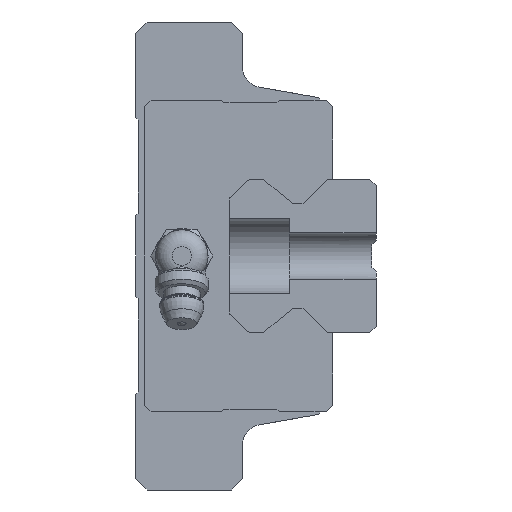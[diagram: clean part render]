
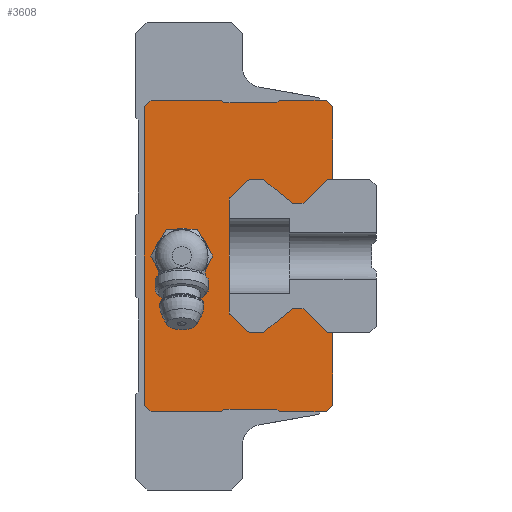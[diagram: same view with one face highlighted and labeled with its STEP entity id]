
A CAD part, left-side view. The second image highlights one B-rep face of the part: STEP entity #3608.
In plain terms, the highlighted planar face has unit normal (-1, 0, 0).
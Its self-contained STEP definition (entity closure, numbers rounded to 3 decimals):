
#762=ORIENTED_EDGE('',*,*,#1525,.F.);
#763=ORIENTED_EDGE('',*,*,#1556,.F.);
#764=ORIENTED_EDGE('',*,*,#1554,.F.);
#765=ORIENTED_EDGE('',*,*,#1552,.F.);
#766=ORIENTED_EDGE('',*,*,#1550,.F.);
#767=ORIENTED_EDGE('',*,*,#1548,.F.);
#768=ORIENTED_EDGE('',*,*,#1546,.F.);
#769=ORIENTED_EDGE('',*,*,#1544,.F.);
#770=ORIENTED_EDGE('',*,*,#1542,.F.);
#771=ORIENTED_EDGE('',*,*,#1540,.F.);
#772=ORIENTED_EDGE('',*,*,#1416,.F.);
#773=ORIENTED_EDGE('',*,*,#1413,.F.);
#774=ORIENTED_EDGE('',*,*,#1410,.F.);
#775=ORIENTED_EDGE('',*,*,#1407,.F.);
#776=ORIENTED_EDGE('',*,*,#1404,.F.);
#777=ORIENTED_EDGE('',*,*,#1401,.F.);
#778=ORIENTED_EDGE('',*,*,#1398,.F.);
#779=ORIENTED_EDGE('',*,*,#1395,.F.);
#780=ORIENTED_EDGE('',*,*,#1392,.F.);
#781=ORIENTED_EDGE('',*,*,#1389,.F.);
#782=ORIENTED_EDGE('',*,*,#1386,.F.);
#783=ORIENTED_EDGE('',*,*,#1383,.F.);
#784=ORIENTED_EDGE('',*,*,#1378,.F.);
#785=ORIENTED_EDGE('',*,*,#1539,.F.);
#786=ORIENTED_EDGE('',*,*,#1537,.F.);
#787=ORIENTED_EDGE('',*,*,#1535,.F.);
#788=ORIENTED_EDGE('',*,*,#1533,.F.);
#789=ORIENTED_EDGE('',*,*,#1531,.F.);
#790=ORIENTED_EDGE('',*,*,#1529,.F.);
#791=ORIENTED_EDGE('',*,*,#1527,.F.);
#792=ORIENTED_EDGE('',*,*,#1557,.T.);
#793=ORIENTED_EDGE('',*,*,#1558,.T.);
#794=ORIENTED_EDGE('',*,*,#1559,.T.);
#795=ORIENTED_EDGE('',*,*,#1560,.T.);
#796=ORIENTED_EDGE('',*,*,#1561,.T.);
#797=ORIENTED_EDGE('',*,*,#1562,.T.);
#1378=EDGE_CURVE('',#1862,#1863,#2201,.T.);
#1383=EDGE_CURVE('',#1863,#1867,#2206,.T.);
#1386=EDGE_CURVE('',#1867,#1869,#2209,.T.);
#1389=EDGE_CURVE('',#1869,#1871,#2212,.T.);
#1392=EDGE_CURVE('',#1871,#1873,#2215,.T.);
#1395=EDGE_CURVE('',#1873,#1875,#2218,.T.);
#1398=EDGE_CURVE('',#1875,#1877,#2221,.T.);
#1401=EDGE_CURVE('',#1877,#1879,#2224,.T.);
#1404=EDGE_CURVE('',#1879,#1881,#2227,.T.);
#1407=EDGE_CURVE('',#1881,#1883,#2230,.T.);
#1410=EDGE_CURVE('',#1883,#1885,#2233,.T.);
#1413=EDGE_CURVE('',#1885,#1887,#2236,.T.);
#1416=EDGE_CURVE('',#1887,#1889,#2239,.T.);
#1525=EDGE_CURVE('',#1955,#1956,#2343,.T.);
#1527=EDGE_CURVE('',#1956,#1957,#2345,.T.);
#1529=EDGE_CURVE('',#1957,#1958,#2347,.T.);
#1531=EDGE_CURVE('',#1958,#1959,#2349,.T.);
#1533=EDGE_CURVE('',#1959,#1960,#2351,.T.);
#1535=EDGE_CURVE('',#1960,#1961,#2353,.T.);
#1537=EDGE_CURVE('',#1961,#1962,#2355,.T.);
#1539=EDGE_CURVE('',#1962,#1862,#2357,.T.);
#1540=EDGE_CURVE('',#1889,#1963,#2358,.T.);
#1542=EDGE_CURVE('',#1963,#1964,#2360,.T.);
#1544=EDGE_CURVE('',#1964,#1965,#2362,.T.);
#1546=EDGE_CURVE('',#1965,#1966,#2364,.T.);
#1548=EDGE_CURVE('',#1966,#1967,#2366,.T.);
#1550=EDGE_CURVE('',#1967,#1968,#2368,.T.);
#1552=EDGE_CURVE('',#1968,#1969,#2370,.T.);
#1554=EDGE_CURVE('',#1969,#1970,#2372,.T.);
#1556=EDGE_CURVE('',#1970,#1955,#2374,.T.);
#1557=EDGE_CURVE('',#1971,#1972,#2375,.T.);
#1558=EDGE_CURVE('',#1972,#1973,#2376,.T.);
#1559=EDGE_CURVE('',#1973,#1974,#2377,.T.);
#1560=EDGE_CURVE('',#1974,#1975,#2378,.T.);
#1561=EDGE_CURVE('',#1975,#1976,#2379,.T.);
#1562=EDGE_CURVE('',#1976,#1971,#2380,.T.);
#1862=VERTEX_POINT('',#5372);
#1863=VERTEX_POINT('',#5374);
#1867=VERTEX_POINT('',#5384);
#1869=VERTEX_POINT('',#5390);
#1871=VERTEX_POINT('',#5396);
#1873=VERTEX_POINT('',#5402);
#1875=VERTEX_POINT('',#5408);
#1877=VERTEX_POINT('',#5414);
#1879=VERTEX_POINT('',#5420);
#1881=VERTEX_POINT('',#5426);
#1883=VERTEX_POINT('',#5432);
#1885=VERTEX_POINT('',#5438);
#1887=VERTEX_POINT('',#5444);
#1889=VERTEX_POINT('',#5450);
#1955=VERTEX_POINT('',#5664);
#1956=VERTEX_POINT('',#5666);
#1957=VERTEX_POINT('',#5670);
#1958=VERTEX_POINT('',#5674);
#1959=VERTEX_POINT('',#5678);
#1960=VERTEX_POINT('',#5682);
#1961=VERTEX_POINT('',#5686);
#1962=VERTEX_POINT('',#5690);
#1963=VERTEX_POINT('',#5696);
#1964=VERTEX_POINT('',#5700);
#1965=VERTEX_POINT('',#5704);
#1966=VERTEX_POINT('',#5708);
#1967=VERTEX_POINT('',#5712);
#1968=VERTEX_POINT('',#5716);
#1969=VERTEX_POINT('',#5720);
#1970=VERTEX_POINT('',#5724);
#1971=VERTEX_POINT('',#5730);
#1972=VERTEX_POINT('',#5731);
#1973=VERTEX_POINT('',#5733);
#1974=VERTEX_POINT('',#5735);
#1975=VERTEX_POINT('',#5737);
#1976=VERTEX_POINT('',#5739);
#2201=LINE('',#5373,#2599);
#2206=LINE('',#5383,#2604);
#2209=LINE('',#5389,#2607);
#2212=LINE('',#5395,#2610);
#2215=LINE('',#5401,#2613);
#2218=LINE('',#5407,#2616);
#2221=LINE('',#5413,#2619);
#2224=LINE('',#5419,#2622);
#2227=LINE('',#5425,#2625);
#2230=LINE('',#5431,#2628);
#2233=LINE('',#5437,#2631);
#2236=LINE('',#5443,#2634);
#2239=LINE('',#5449,#2637);
#2343=LINE('',#5665,#2741);
#2345=LINE('',#5669,#2743);
#2347=LINE('',#5673,#2745);
#2349=LINE('',#5677,#2747);
#2351=LINE('',#5681,#2749);
#2353=LINE('',#5685,#2751);
#2355=LINE('',#5689,#2753);
#2357=LINE('',#5693,#2755);
#2358=LINE('',#5695,#2756);
#2360=LINE('',#5699,#2758);
#2362=LINE('',#5703,#2760);
#2364=LINE('',#5707,#2762);
#2366=LINE('',#5711,#2764);
#2368=LINE('',#5715,#2766);
#2370=LINE('',#5719,#2768);
#2372=LINE('',#5723,#2770);
#2374=LINE('',#5727,#2772);
#2375=LINE('',#5729,#2773);
#2376=LINE('',#5732,#2774);
#2377=LINE('',#5734,#2775);
#2378=LINE('',#5736,#2776);
#2379=LINE('',#5738,#2777);
#2380=LINE('',#5740,#2778);
#2599=VECTOR('',#4256,1000.);
#2604=VECTOR('',#4263,1000.);
#2607=VECTOR('',#4268,1000.);
#2610=VECTOR('',#4273,1000.);
#2613=VECTOR('',#4278,1000.);
#2616=VECTOR('',#4283,1000.);
#2619=VECTOR('',#4288,1000.);
#2622=VECTOR('',#4293,1000.);
#2625=VECTOR('',#4298,1000.);
#2628=VECTOR('',#4303,1000.);
#2631=VECTOR('',#4308,1000.);
#2634=VECTOR('',#4313,1000.);
#2637=VECTOR('',#4318,1000.);
#2741=VECTOR('',#4512,1000.);
#2743=VECTOR('',#4516,1000.);
#2745=VECTOR('',#4520,1000.);
#2747=VECTOR('',#4524,1000.);
#2749=VECTOR('',#4528,1000.);
#2751=VECTOR('',#4532,1000.);
#2753=VECTOR('',#4536,1000.);
#2755=VECTOR('',#4540,1000.);
#2756=VECTOR('',#4543,1000.);
#2758=VECTOR('',#4547,1000.);
#2760=VECTOR('',#4551,1000.);
#2762=VECTOR('',#4555,1000.);
#2764=VECTOR('',#4559,1000.);
#2766=VECTOR('',#4563,1000.);
#2768=VECTOR('',#4567,1000.);
#2770=VECTOR('',#4571,1000.);
#2772=VECTOR('',#4575,1000.);
#2773=VECTOR('',#4578,1000.);
#2774=VECTOR('',#4579,1000.);
#2775=VECTOR('',#4580,1000.);
#2776=VECTOR('',#4581,1000.);
#2777=VECTOR('',#4582,1000.);
#2778=VECTOR('',#4583,1000.);
#2995=EDGE_LOOP('',(#762,#763,#764,#765,#766,#767,#768,#769,#770,#771,#772,
#773,#774,#775,#776,#777,#778,#779,#780,#781,#782,#783,#784,#785,#786,#787,
#788,#789,#790,#791));
#2996=EDGE_LOOP('',(#792,#793,#794,#795,#796,#797));
#3228=FACE_BOUND('',#2995,.T.);
#3229=FACE_BOUND('',#2996,.T.);
#3443=PLANE('',#3866);
#3608=ADVANCED_FACE('',(#3228,#3229),#3443,.F.);
#3866=AXIS2_PLACEMENT_3D('',#5728,#4576,#4577);
#4256=DIRECTION('',(0.,1.,0.));
#4263=DIRECTION('',(0.,0.707,-0.707));
#4268=DIRECTION('',(0.,1.,0.));
#4273=DIRECTION('',(0.,0.78,0.626));
#4278=DIRECTION('',(0.,1.,0.));
#4283=DIRECTION('',(0.,0.729,-0.685));
#4288=DIRECTION('',(0.,0.,-1.));
#4293=DIRECTION('',(0.,-0.729,-0.685));
#4298=DIRECTION('',(0.,-1.,0.));
#4303=DIRECTION('',(0.,-0.78,0.626));
#4308=DIRECTION('',(0.,-1.,0.));
#4313=DIRECTION('',(0.,-0.707,-0.707));
#4318=DIRECTION('',(0.,-1.,0.));
#4512=DIRECTION('',(0.,-0.707,0.707));
#4516=DIRECTION('',(0.,-1.,0.));
#4520=DIRECTION('',(0.,-0.707,-0.707));
#4524=DIRECTION('',(0.,-1.,0.));
#4528=DIRECTION('',(0.,-0.707,0.707));
#4532=DIRECTION('',(0.,-1.,0.));
#4536=DIRECTION('',(0.,-0.707,-0.707));
#4540=DIRECTION('',(0.,0.,-1.));
#4543=DIRECTION('',(0.,0.,-1.));
#4547=DIRECTION('',(0.,0.707,-0.707));
#4551=DIRECTION('',(0.,1.,0.));
#4555=DIRECTION('',(0.,0.707,0.707));
#4559=DIRECTION('',(0.,1.,0.));
#4563=DIRECTION('',(0.,0.707,-0.707));
#4567=DIRECTION('',(0.,1.,0.));
#4571=DIRECTION('',(0.,0.707,0.707));
#4575=DIRECTION('',(0.,0.,1.));
#4576=DIRECTION('',(1.,0.,0.));
#4577=DIRECTION('',(0.,0.,-1.));
#4578=DIRECTION('',(0.,1.,0.));
#4579=DIRECTION('',(0.,0.5,0.866));
#4580=DIRECTION('',(0.,-0.5,0.866));
#4581=DIRECTION('',(0.,-1.,0.));
#4582=DIRECTION('',(0.,-0.5,-0.866));
#4583=DIRECTION('',(0.,0.5,-0.866));
#5372=CARTESIAN_POINT('',(-52.35,-33.5,11.5));
#5373=CARTESIAN_POINT('',(-52.35,-33.5,11.5));
#5374=CARTESIAN_POINT('',(-52.35,-32.63,11.5));
#5383=CARTESIAN_POINT('',(-52.35,-32.63,11.5));
#5384=CARTESIAN_POINT('',(-52.35,-29.03,7.9));
#5389=CARTESIAN_POINT('',(-52.35,-29.03,7.9));
#5390=CARTESIAN_POINT('',(-52.35,-27.48,7.9));
#5395=CARTESIAN_POINT('',(-52.35,-27.48,7.9));
#5396=CARTESIAN_POINT('',(-52.35,-23.,11.5));
#5401=CARTESIAN_POINT('',(-52.35,-23.,11.5));
#5402=CARTESIAN_POINT('',(-52.35,-21.,11.5));
#5407=CARTESIAN_POINT('',(-52.35,-21.,11.5));
#5408=CARTESIAN_POINT('',(-52.35,-18.,8.68));
#5413=CARTESIAN_POINT('',(-52.35,-18.,8.68));
#5414=CARTESIAN_POINT('',(-52.35,-18.,-8.68));
#5419=CARTESIAN_POINT('',(-52.35,-18.,-8.68));
#5420=CARTESIAN_POINT('',(-52.35,-21.,-11.5));
#5425=CARTESIAN_POINT('',(-52.35,-21.,-11.5));
#5426=CARTESIAN_POINT('',(-52.35,-23.,-11.5));
#5431=CARTESIAN_POINT('',(-52.35,-23.,-11.5));
#5432=CARTESIAN_POINT('',(-52.35,-27.48,-7.9));
#5437=CARTESIAN_POINT('',(-52.35,-27.48,-7.9));
#5438=CARTESIAN_POINT('',(-52.35,-29.03,-7.9));
#5443=CARTESIAN_POINT('',(-52.35,-29.03,-7.9));
#5444=CARTESIAN_POINT('',(-52.35,-32.63,-11.5));
#5449=CARTESIAN_POINT('',(-52.35,-32.63,-11.5));
#5450=CARTESIAN_POINT('',(-52.35,-33.5,-11.5));
#5664=CARTESIAN_POINT('',(-52.35,-5.3,22.3));
#5665=CARTESIAN_POINT('',(-52.35,-5.3,22.3));
#5666=CARTESIAN_POINT('',(-52.35,-6.3,23.3));
#5669=CARTESIAN_POINT('',(-52.35,-6.3,23.3));
#5670=CARTESIAN_POINT('',(-52.35,-16.8,23.3));
#5673=CARTESIAN_POINT('',(-52.35,-16.8,23.3));
#5674=CARTESIAN_POINT('',(-52.35,-17.2,22.9));
#5677=CARTESIAN_POINT('',(-52.35,-17.2,22.9));
#5678=CARTESIAN_POINT('',(-52.35,-25.1,22.9));
#5681=CARTESIAN_POINT('',(-52.35,-25.1,22.9));
#5682=CARTESIAN_POINT('',(-52.35,-25.5,23.3));
#5685=CARTESIAN_POINT('',(-52.35,-25.5,23.3));
#5686=CARTESIAN_POINT('',(-52.35,-32.5,23.3));
#5689=CARTESIAN_POINT('',(-52.35,-32.5,23.3));
#5690=CARTESIAN_POINT('',(-52.35,-33.5,22.3));
#5693=CARTESIAN_POINT('',(-52.35,-33.5,22.3));
#5695=CARTESIAN_POINT('',(-52.35,-33.5,-11.5));
#5696=CARTESIAN_POINT('',(-52.35,-33.5,-22.3));
#5699=CARTESIAN_POINT('',(-52.35,-33.5,-22.3));
#5700=CARTESIAN_POINT('',(-52.35,-32.5,-23.3));
#5703=CARTESIAN_POINT('',(-52.35,-32.5,-23.3));
#5704=CARTESIAN_POINT('',(-52.35,-25.5,-23.3));
#5707=CARTESIAN_POINT('',(-52.35,-25.5,-23.3));
#5708=CARTESIAN_POINT('',(-52.35,-25.1,-22.9));
#5711=CARTESIAN_POINT('',(-52.35,-25.1,-22.9));
#5712=CARTESIAN_POINT('',(-52.35,-17.2,-22.9));
#5715=CARTESIAN_POINT('',(-52.35,-17.2,-22.9));
#5716=CARTESIAN_POINT('',(-52.35,-16.8,-23.3));
#5719=CARTESIAN_POINT('',(-52.35,-16.8,-23.3));
#5720=CARTESIAN_POINT('',(-52.35,-6.3,-23.3));
#5723=CARTESIAN_POINT('',(-52.35,-6.3,-23.3));
#5724=CARTESIAN_POINT('',(-52.35,-5.3,-22.3));
#5727=CARTESIAN_POINT('',(-52.35,-5.3,-22.3));
#5728=CARTESIAN_POINT('',(-52.35,0.,0.));
#5729=CARTESIAN_POINT('',(-52.35,-13.209,-4.));
#5730=CARTESIAN_POINT('',(-52.35,-13.209,-4.));
#5731=CARTESIAN_POINT('',(-52.35,-8.591,-4.));
#5732=CARTESIAN_POINT('',(-52.35,-8.591,-4.));
#5733=CARTESIAN_POINT('',(-52.35,-6.281,0.));
#5734=CARTESIAN_POINT('',(-52.35,-6.281,0.));
#5735=CARTESIAN_POINT('',(-52.35,-8.591,4.));
#5736=CARTESIAN_POINT('',(-52.35,-8.591,4.));
#5737=CARTESIAN_POINT('',(-52.35,-13.209,4.));
#5738=CARTESIAN_POINT('',(-52.35,-13.209,4.));
#5739=CARTESIAN_POINT('',(-52.35,-15.519,0.));
#5740=CARTESIAN_POINT('',(-52.35,-15.519,0.));
